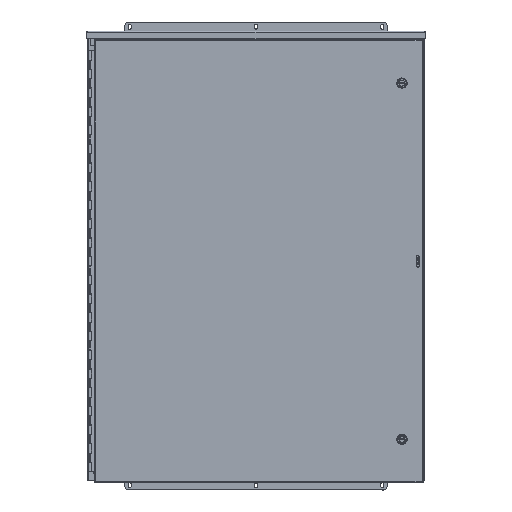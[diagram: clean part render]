
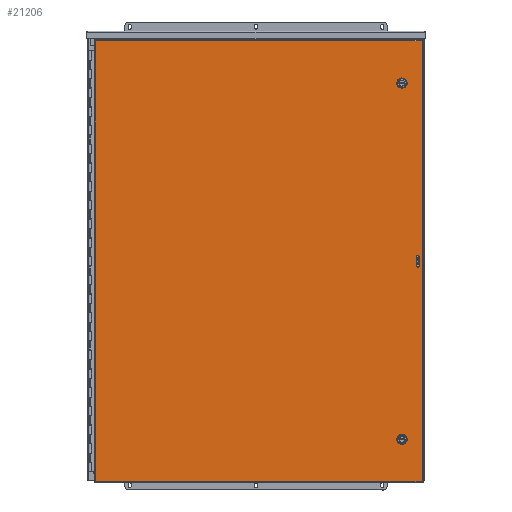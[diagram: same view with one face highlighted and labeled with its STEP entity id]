
A CAD part, top view. The second image highlights one B-rep face of the part: STEP entity #21206.
In plain terms, the highlighted planar face has unit normal (0, 0, 1).
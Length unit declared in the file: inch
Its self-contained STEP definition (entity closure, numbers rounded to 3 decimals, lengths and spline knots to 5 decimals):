
#733=LINE('',#31308,#2777);
#737=LINE('',#31320,#2781);
#741=LINE('',#31332,#2785);
#745=LINE('',#31342,#2789);
#795=LINE('',#31666,#2839);
#812=LINE('',#31878,#2856);
#816=LINE('',#31892,#2860);
#820=LINE('',#31904,#2864);
#824=LINE('',#31916,#2868);
#828=LINE('',#31926,#2872);
#832=LINE('',#31937,#2876);
#838=LINE('',#31955,#2882);
#840=LINE('',#31959,#2884);
#841=LINE('',#31962,#2885);
#2777=VECTOR('',#25049,0.42712);
#2781=VECTOR('',#25061,0.42712);
#2785=VECTOR('',#25073,0.42712);
#2789=VECTOR('',#25085,0.42712);
#2839=VECTOR('',#25169,47.102);
#2856=VECTOR('',#25202,47.102);
#2860=VECTOR('',#25214,0.42712);
#2864=VECTOR('',#25226,0.42712);
#2868=VECTOR('',#25238,0.42712);
#2872=VECTOR('',#25250,0.42712);
#2876=VECTOR('',#25262,1.);
#2882=VECTOR('',#25282,1.);
#2884=VECTOR('',#25288,34.9145);
#2885=VECTOR('',#25293,34.9145);
#4699=PLANE('',#22503);
#5273=FACE_BOUND('',#6827,.T.);
#5274=FACE_BOUND('',#6828,.T.);
#5275=FACE_BOUND('',#6829,.T.);
#5596=FACE_OUTER_BOUND('',#6826,.T.);
#6826=EDGE_LOOP('',(#14667,#14668,#14669,#14670));
#6827=EDGE_LOOP('',(#14671,#14672,#14673,#14674,#14675,#14676,#14677,#14678));
#6828=EDGE_LOOP('',(#14679,#14680,#14681,#14682,#14683,#14684,#14685,#14686));
#6829=EDGE_LOOP('',(#14687,#14688,#14689,#14690));
#7920=CIRCLE('',#22432,0.453);
#7922=CIRCLE('',#22436,0.453);
#7924=CIRCLE('',#22440,0.453);
#7926=CIRCLE('',#22444,0.453);
#7928=CIRCLE('',#22473,0.453);
#7930=CIRCLE('',#22477,0.453);
#7932=CIRCLE('',#22481,0.453);
#7934=CIRCLE('',#22485,0.453);
#7935=CIRCLE('',#22492,0.125);
#7937=CIRCLE('',#22495,0.125);
#8908=VERTEX_POINT('',#31299);
#8909=VERTEX_POINT('',#31301);
#8911=VERTEX_POINT('',#31307);
#8913=VERTEX_POINT('',#31313);
#8915=VERTEX_POINT('',#31319);
#8917=VERTEX_POINT('',#31325);
#8919=VERTEX_POINT('',#31331);
#8921=VERTEX_POINT('',#31337);
#8934=VERTEX_POINT('',#31439);
#8950=VERTEX_POINT('',#31559);
#8965=VERTEX_POINT('',#31665);
#8973=VERTEX_POINT('',#31814);
#8976=VERTEX_POINT('',#31883);
#8977=VERTEX_POINT('',#31885);
#8979=VERTEX_POINT('',#31891);
#8981=VERTEX_POINT('',#31897);
#8983=VERTEX_POINT('',#31903);
#8985=VERTEX_POINT('',#31909);
#8987=VERTEX_POINT('',#31915);
#8989=VERTEX_POINT('',#31921);
#8990=VERTEX_POINT('',#31933);
#8992=VERTEX_POINT('',#31936);
#8994=VERTEX_POINT('',#31942);
#8996=VERTEX_POINT('',#31948);
#10991=EDGE_CURVE('',#8909,#8908,#7920,.T.);
#10994=EDGE_CURVE('',#8911,#8909,#733,.T.);
#10997=EDGE_CURVE('',#8913,#8911,#7922,.T.);
#11000=EDGE_CURVE('',#8915,#8913,#737,.T.);
#11003=EDGE_CURVE('',#8917,#8915,#7924,.T.);
#11006=EDGE_CURVE('',#8919,#8917,#741,.T.);
#11009=EDGE_CURVE('',#8921,#8919,#7926,.T.);
#11012=EDGE_CURVE('',#8908,#8921,#745,.T.);
#11077=EDGE_CURVE('',#8965,#8950,#795,.T.);
#11103=EDGE_CURVE('',#8934,#8973,#812,.T.);
#11106=EDGE_CURVE('',#8977,#8976,#7928,.T.);
#11109=EDGE_CURVE('',#8979,#8977,#816,.T.);
#11112=EDGE_CURVE('',#8981,#8979,#7930,.T.);
#11115=EDGE_CURVE('',#8983,#8981,#820,.T.);
#11118=EDGE_CURVE('',#8985,#8983,#7932,.T.);
#11121=EDGE_CURVE('',#8987,#8985,#824,.T.);
#11124=EDGE_CURVE('',#8989,#8987,#7934,.T.);
#11127=EDGE_CURVE('',#8976,#8989,#828,.T.);
#11131=EDGE_CURVE('',#8992,#8990,#832,.T.);
#11134=EDGE_CURVE('',#8994,#8990,#7935,.T.);
#11137=EDGE_CURVE('',#8992,#8996,#7937,.T.);
#11141=EDGE_CURVE('',#8994,#8996,#838,.T.);
#11143=EDGE_CURVE('',#8950,#8934,#840,.T.);
#11144=EDGE_CURVE('',#8973,#8965,#841,.T.);
#14667=ORIENTED_EDGE('',*,*,#11103,.T.);
#14668=ORIENTED_EDGE('',*,*,#11144,.T.);
#14669=ORIENTED_EDGE('',*,*,#11077,.T.);
#14670=ORIENTED_EDGE('',*,*,#11143,.T.);
#14671=ORIENTED_EDGE('',*,*,#10991,.T.);
#14672=ORIENTED_EDGE('',*,*,#11012,.T.);
#14673=ORIENTED_EDGE('',*,*,#11009,.T.);
#14674=ORIENTED_EDGE('',*,*,#11006,.T.);
#14675=ORIENTED_EDGE('',*,*,#11003,.T.);
#14676=ORIENTED_EDGE('',*,*,#11000,.T.);
#14677=ORIENTED_EDGE('',*,*,#10997,.T.);
#14678=ORIENTED_EDGE('',*,*,#10994,.T.);
#14679=ORIENTED_EDGE('',*,*,#11106,.T.);
#14680=ORIENTED_EDGE('',*,*,#11127,.T.);
#14681=ORIENTED_EDGE('',*,*,#11124,.T.);
#14682=ORIENTED_EDGE('',*,*,#11121,.T.);
#14683=ORIENTED_EDGE('',*,*,#11118,.T.);
#14684=ORIENTED_EDGE('',*,*,#11115,.T.);
#14685=ORIENTED_EDGE('',*,*,#11112,.T.);
#14686=ORIENTED_EDGE('',*,*,#11109,.T.);
#14687=ORIENTED_EDGE('',*,*,#11131,.T.);
#14688=ORIENTED_EDGE('',*,*,#11134,.F.);
#14689=ORIENTED_EDGE('',*,*,#11141,.T.);
#14690=ORIENTED_EDGE('',*,*,#11137,.F.);
#21206=ADVANCED_FACE('',(#5596,#5273,#5274,#5275),#4699,.T.);
#22432=AXIS2_PLACEMENT_3D('',#31302,#25043,#25044);
#22436=AXIS2_PLACEMENT_3D('',#31314,#25055,#25056);
#22440=AXIS2_PLACEMENT_3D('',#31326,#25067,#25068);
#22444=AXIS2_PLACEMENT_3D('',#31338,#25079,#25080);
#22473=AXIS2_PLACEMENT_3D('',#31886,#25208,#25209);
#22477=AXIS2_PLACEMENT_3D('',#31898,#25220,#25221);
#22481=AXIS2_PLACEMENT_3D('',#31910,#25232,#25233);
#22485=AXIS2_PLACEMENT_3D('',#31922,#25244,#25245);
#22492=AXIS2_PLACEMENT_3D('',#31943,#25267,#25268);
#22495=AXIS2_PLACEMENT_3D('',#31949,#25274,#25275);
#22503=AXIS2_PLACEMENT_3D('',#31964,#25296,#25297);
#25043=DIRECTION('center_axis',(0.,0.,-1.));
#25044=DIRECTION('ref_axis',(0.882,0.471,0.));
#25049=DIRECTION('',(1.,0.,0.));
#25055=DIRECTION('center_axis',(0.,0.,-1.));
#25056=DIRECTION('ref_axis',(-0.471,0.882,0.));
#25061=DIRECTION('',(0.,1.,0.));
#25067=DIRECTION('center_axis',(0.,0.,-1.));
#25068=DIRECTION('ref_axis',(-0.882,-0.471,0.));
#25073=DIRECTION('',(-1.,0.,0.));
#25079=DIRECTION('center_axis',(0.,0.,-1.));
#25080=DIRECTION('ref_axis',(0.471,-0.882,0.));
#25085=DIRECTION('',(0.,-1.,0.));
#25169=DIRECTION('',(0.,-1.,0.));
#25202=DIRECTION('',(0.,1.,0.));
#25208=DIRECTION('center_axis',(0.,0.,-1.));
#25209=DIRECTION('ref_axis',(0.882,0.471,0.));
#25214=DIRECTION('',(1.,0.,0.));
#25220=DIRECTION('center_axis',(0.,0.,-1.));
#25221=DIRECTION('ref_axis',(-0.471,0.882,0.));
#25226=DIRECTION('',(0.,1.,0.));
#25232=DIRECTION('center_axis',(0.,0.,-1.));
#25233=DIRECTION('ref_axis',(-0.882,-0.471,0.));
#25238=DIRECTION('',(-1.,0.,0.));
#25244=DIRECTION('center_axis',(0.,0.,-1.));
#25245=DIRECTION('ref_axis',(0.471,-0.882,0.));
#25250=DIRECTION('',(0.,-1.,0.));
#25262=DIRECTION('',(0.,-1.,0.));
#25267=DIRECTION('center_axis',(0.,0.,1.));
#25268=DIRECTION('ref_axis',(-0.707,-0.707,0.));
#25274=DIRECTION('center_axis',(0.,0.,1.));
#25275=DIRECTION('ref_axis',(0.707,0.707,0.));
#25282=DIRECTION('',(0.,1.,0.));
#25288=DIRECTION('',(1.,0.,0.));
#25293=DIRECTION('',(-1.,0.,0.));
#25296=DIRECTION('center_axis',(0.,0.,1.));
#25297=DIRECTION('ref_axis',(1.,0.,0.));
#31299=CARTESIAN_POINT('',(15.712,19.24481,0.074));
#31301=CARTESIAN_POINT('',(15.52612,19.43075,0.074));
#31302=CARTESIAN_POINT('Origin',(15.31248,19.0313,0.074));
#31307=CARTESIAN_POINT('',(15.099,19.43075,0.074));
#31308=CARTESIAN_POINT('',(7.76306,19.43075,0.074));
#31313=CARTESIAN_POINT('',(14.913,19.24481,0.074));
#31314=CARTESIAN_POINT('Origin',(15.31248,19.0312,0.074));
#31319=CARTESIAN_POINT('',(14.913,18.81769,0.074));
#31320=CARTESIAN_POINT('',(14.913,9.62241,0.074));
#31325=CARTESIAN_POINT('',(15.09894,18.63175,0.074));
#31326=CARTESIAN_POINT('Origin',(15.3125,19.03125,0.074));
#31331=CARTESIAN_POINT('',(15.52606,18.63175,0.074));
#31332=CARTESIAN_POINT('',(7.54947,18.63175,0.074));
#31337=CARTESIAN_POINT('',(15.712,18.81769,0.074));
#31338=CARTESIAN_POINT('Origin',(15.3125,19.03125,0.074));
#31342=CARTESIAN_POINT('',(15.712,9.40884,0.074));
#31439=CARTESIAN_POINT('',(17.45725,-23.551,0.074));
#31559=CARTESIAN_POINT('',(-17.45725,-23.551,0.074));
#31665=CARTESIAN_POINT('',(-17.45725,23.551,0.074));
#31666=CARTESIAN_POINT('',(-17.45725,11.7755,0.074));
#31814=CARTESIAN_POINT('',(17.45725,23.551,0.074));
#31878=CARTESIAN_POINT('',(17.45725,-11.7755,0.074));
#31883=CARTESIAN_POINT('',(15.712,-18.81769,0.074));
#31885=CARTESIAN_POINT('',(15.52612,-18.63175,0.074));
#31886=CARTESIAN_POINT('Origin',(15.31248,-19.0312,0.074));
#31891=CARTESIAN_POINT('',(15.099,-18.63175,0.074));
#31892=CARTESIAN_POINT('',(7.76306,-18.63175,0.074));
#31897=CARTESIAN_POINT('',(14.913,-18.81769,0.074));
#31898=CARTESIAN_POINT('Origin',(15.31248,-19.0313,0.074));
#31903=CARTESIAN_POINT('',(14.913,-19.24481,0.074));
#31904=CARTESIAN_POINT('',(14.913,-9.40884,0.074));
#31909=CARTESIAN_POINT('',(15.09894,-19.43075,0.074));
#31910=CARTESIAN_POINT('Origin',(15.3125,-19.03125,0.074));
#31915=CARTESIAN_POINT('',(15.52606,-19.43075,0.074));
#31916=CARTESIAN_POINT('',(7.54947,-19.43075,0.074));
#31921=CARTESIAN_POINT('',(15.712,-19.24481,0.074));
#31922=CARTESIAN_POINT('Origin',(15.3125,-19.03125,0.074));
#31926=CARTESIAN_POINT('',(15.712,-9.62241,0.074));
#31933=CARTESIAN_POINT('',(17.14063,-0.5,0.074));
#31936=CARTESIAN_POINT('',(17.14063,0.5,0.074));
#31937=CARTESIAN_POINT('',(17.14063,0.3125,0.074));
#31942=CARTESIAN_POINT('',(16.89063,-0.5,0.074));
#31943=CARTESIAN_POINT('Origin',(17.01563,-0.5,0.074));
#31948=CARTESIAN_POINT('',(16.89063,0.5,0.074));
#31949=CARTESIAN_POINT('Origin',(17.01563,0.5,0.074));
#31955=CARTESIAN_POINT('',(16.89063,-0.3125,0.074));
#31959=CARTESIAN_POINT('',(-8.72863,-23.551,0.074));
#31962=CARTESIAN_POINT('',(8.72863,23.551,0.074));
#31964=CARTESIAN_POINT('Origin',(0.,0.,
0.074));
